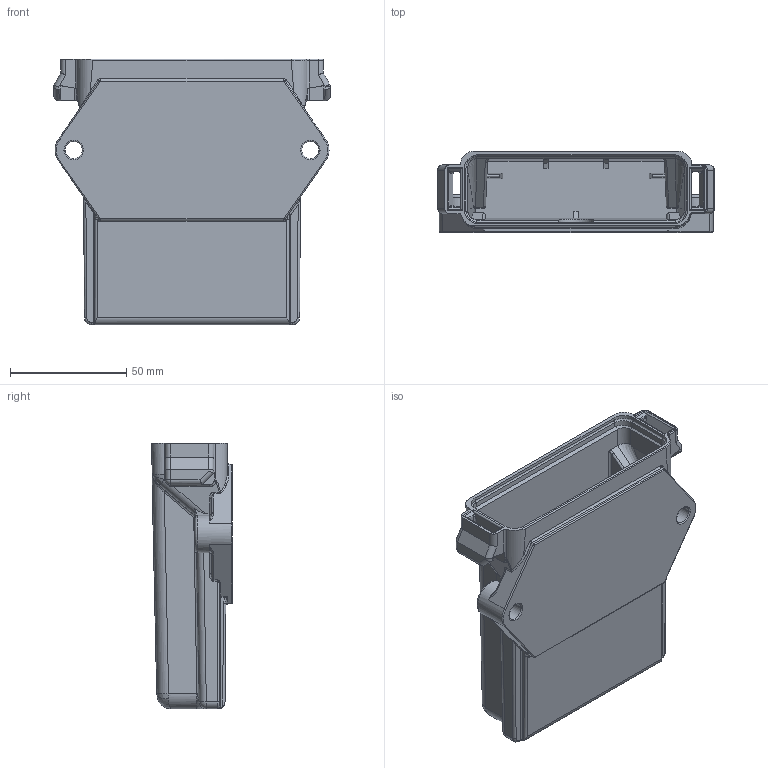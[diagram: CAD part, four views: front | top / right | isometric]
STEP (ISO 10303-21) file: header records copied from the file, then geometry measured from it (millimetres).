
FILE_DESCRIPTION (( 'STEP AP214' ), '1' );
FILE_NAME ('Deutsch Box.STEP', '2018-12-07T21:27:56', ( '' ), ( '' ), 'SwSTEP 2.0', 'SolidWorks 2018', '' );
FILE_SCHEMA (( 'AUTOMOTIVE_DESIGN' ));
Length unit declared in the file: millimetre
Products named in the file (1): Deutsch Box
Bounding box: 118.75 x 34.75 x 114 mm (x, y, z)
Volume: 109231.3 mm3; surface area: 63122.9 mm2
Topology: 1 solids, 1 shells, 443 faces, 1105 edges, 662 vertices
Faces by surface type: cylinder 178, plane 132, bspline 100, torus 21, sphere 10, cone 2
Entity records: 20308 total; most frequent: CARTESIAN_POINT 10985, ORIENTED_EDGE 2206, DIRECTION 1544, EDGE_CURVE 1103, VERTEX_POINT 662, AXIS2_PLACEMENT_3D 537, LINE 470, VECTOR 470
